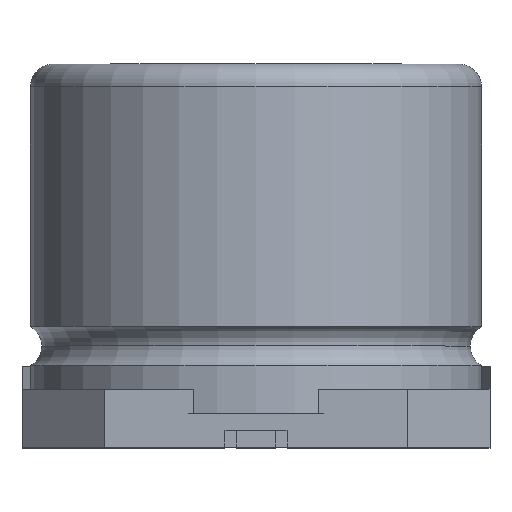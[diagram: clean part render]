
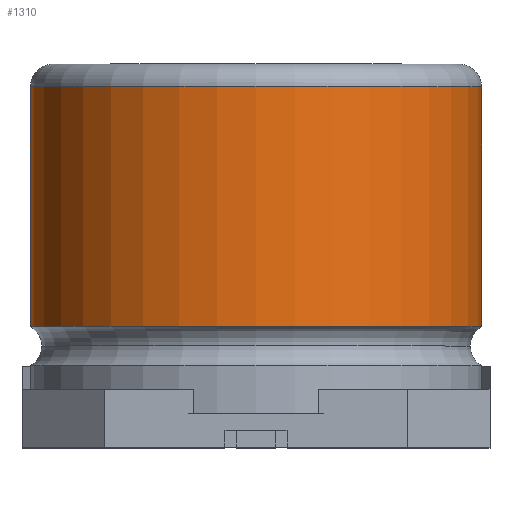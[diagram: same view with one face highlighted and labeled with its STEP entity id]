
A CAD part, top view. The second image highlights one B-rep face of the part: STEP entity #1310.
In plain terms, the highlighted cylindrical face has radius 4 mm (diameter 8 mm), a partial arc.
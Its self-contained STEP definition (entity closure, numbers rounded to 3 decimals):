
#5 = ORIENTED_EDGE ( 'NONE', *, *, #476, .T. ) ;
#60 = EDGE_LOOP ( 'NONE', ( #3980, #5, #3275, #872 ) ) ;
#62 = VERTEX_POINT ( 'NONE', #1102 ) ;
#476 = EDGE_CURVE ( 'NONE', #1972, #2511, #2161, .T. ) ;
#608 = DIRECTION ( 'NONE',  ( 0., 1., 0. ) ) ;
#693 = FACE_OUTER_BOUND ( 'NONE', #60, .T. ) ;
#872 = ORIENTED_EDGE ( 'NONE', *, *, #3376, .F. ) ;
#947 = CARTESIAN_POINT ( 'NONE',  ( 4., 6.5, 0. ) ) ;
#962 = DIRECTION ( 'NONE',  ( 0., 1., 0. ) ) ;
#977 = CARTESIAN_POINT ( 'NONE',  ( 4., 1.846, 0. ) ) ;
#1093 = CARTESIAN_POINT ( 'NONE',  ( 4., 6.1, 0. ) ) ;
#1102 = CARTESIAN_POINT ( 'NONE',  ( -4., 6.1, 0. ) ) ;
#1224 = VERTEX_POINT ( 'NONE', #3935 ) ;
#1310 = ADVANCED_FACE ( 'NONE', ( #693 ), #2749, .T. ) ;
#1392 = CARTESIAN_POINT ( 'NONE',  ( 0., 6.1, 0. ) ) ;
#1595 = EDGE_CURVE ( 'NONE', #62, #2511, #3304, .T. ) ;
#1664 = AXIS2_PLACEMENT_3D ( 'NONE', #3211, #2595, #1916 ) ;
#1727 = DIRECTION ( 'NONE',  ( -1., 0., 0. ) ) ;
#1902 = VECTOR ( 'NONE', #3150, 1000. ) ;
#1916 = DIRECTION ( 'NONE',  ( -1., 0., 0. ) ) ;
#1934 = EDGE_CURVE ( 'NONE', #1224, #1972, #4119, .T. ) ;
#1972 = VERTEX_POINT ( 'NONE', #977 ) ;
#2020 = AXIS2_PLACEMENT_3D ( 'NONE', #1392, #3654, #1727 ) ;
#2161 = LINE ( 'NONE', #947, #4090 ) ;
#2283 = AXIS2_PLACEMENT_3D ( 'NONE', #2922, #962, #3242 ) ;
#2511 = VERTEX_POINT ( 'NONE', #1093 ) ;
#2595 = DIRECTION ( 'NONE',  ( 0., 1., 0. ) ) ;
#2673 = LINE ( 'NONE', #3762, #1902 ) ;
#2749 = CYLINDRICAL_SURFACE ( 'NONE', #1664, 4. ) ;
#2922 = CARTESIAN_POINT ( 'NONE',  ( 0., 1.846, 0. ) ) ;
#3150 = DIRECTION ( 'NONE',  ( 0., 1., 0. ) ) ;
#3211 = CARTESIAN_POINT ( 'NONE',  ( 0., 6.5, 0. ) ) ;
#3242 = DIRECTION ( 'NONE',  ( -1., 0., 0. ) ) ;
#3275 = ORIENTED_EDGE ( 'NONE', *, *, #1595, .F. ) ;
#3304 = CIRCLE ( 'NONE', #2020, 4. ) ;
#3376 = EDGE_CURVE ( 'NONE', #1224, #62, #2673, .T. ) ;
#3654 = DIRECTION ( 'NONE',  ( 0., 1., 0. ) ) ;
#3762 = CARTESIAN_POINT ( 'NONE',  ( -4., 6.5, 0. ) ) ;
#3935 = CARTESIAN_POINT ( 'NONE',  ( -4., 1.846, 0. ) ) ;
#3980 = ORIENTED_EDGE ( 'NONE', *, *, #1934, .T. ) ;
#4090 = VECTOR ( 'NONE', #608, 1000. ) ;
#4119 = CIRCLE ( 'NONE', #2283, 4. ) ;
